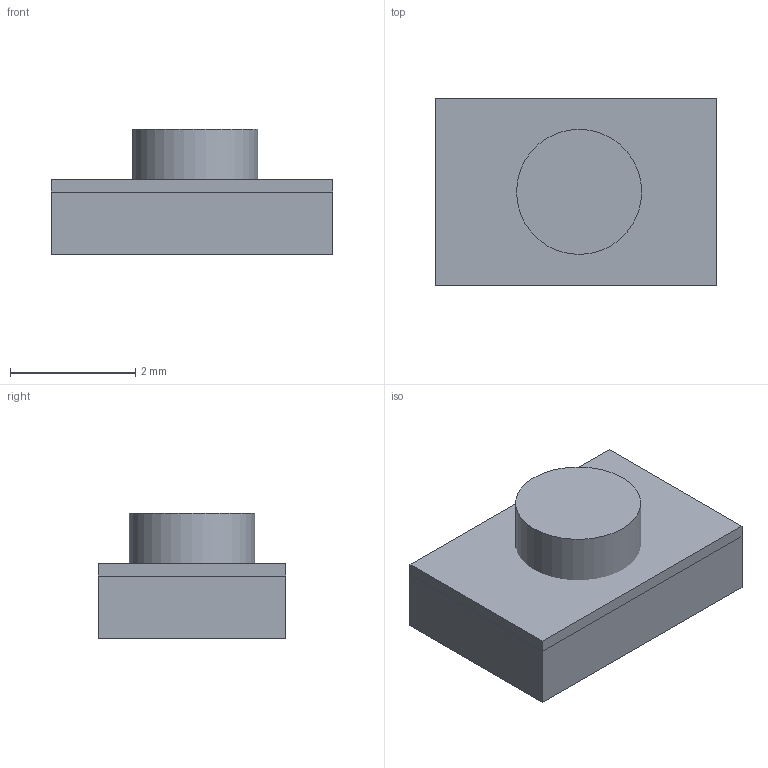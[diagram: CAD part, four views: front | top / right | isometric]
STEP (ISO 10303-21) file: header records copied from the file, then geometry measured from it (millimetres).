
FILE_DESCRIPTION(('FreeCAD Model'),'2;1');
FILE_NAME('BTN_KMR2_4.6X2.step','2015-07-08T13:49:48',('FreeCAD'),('FreeCAD'), 'Open CASCADE STEP processor 6.7','FreeCAD','Unknown');
FILE_SCHEMA(('AUTOMOTIVE_DESIGN_CC2 { 1 2 10303 214 -1 1 5 4 }'));
Length unit declared in the file: millimetre
Products named in the file (3): Cilindro; Cubo001; Cubo
Bounding box: 4.5 x 3 x 2 mm (x, y, z)
Volume: 19.3 mm3; surface area: 84.6 mm2
Topology: 3 solids, 3 shells, 15 faces, 27 edges, 18 vertices
Faces by surface type: plane 14, cylinder 1
Full cylindrical faces by diameter (mm): 2 x1
Entity records: 772 total; most frequent: CARTESIAN_POINT 115, DIRECTION 115, LINE 77, VECTOR 77, ORIENTED_EDGE 54, PCURVE 54, DEFINITIONAL_REPRESENTATION 54, EDGE_CURVE 27
